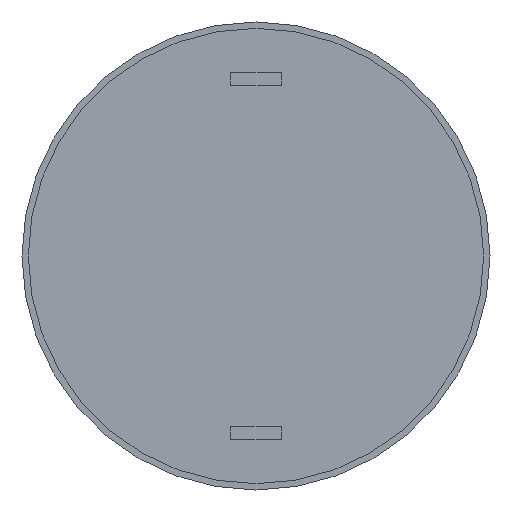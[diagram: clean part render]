
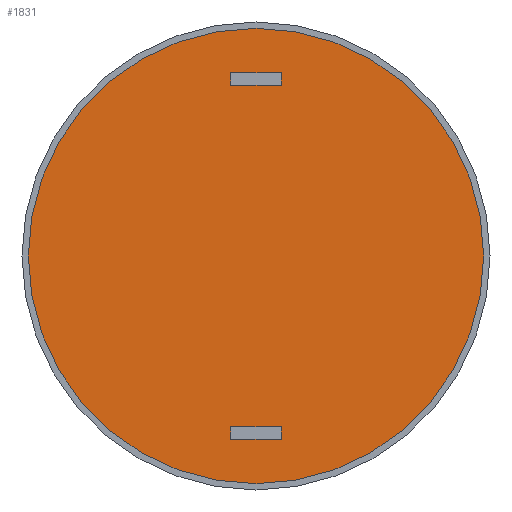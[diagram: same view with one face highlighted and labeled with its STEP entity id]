
A CAD part, left-side view. The second image highlights one B-rep face of the part: STEP entity #1831.
In plain terms, the highlighted planar face has unit normal (-1, 0, 0).
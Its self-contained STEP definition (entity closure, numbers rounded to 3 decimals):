
#51 = CARTESIAN_POINT ( 'NONE',  ( -57., -2., -13.5 ) ) ;
#62 = VERTEX_POINT ( 'NONE', #537 ) ;
#73 = VERTEX_POINT ( 'NONE', #2002 ) ;
#89 = EDGE_CURVE ( 'NONE', #1189, #2021, #653, .T. ) ;
#127 = LINE ( 'NONE', #153, #1031 ) ;
#153 = CARTESIAN_POINT ( 'NONE',  ( -57., 2., 13.5 ) ) ;
#172 = ORIENTED_EDGE ( 'NONE', *, *, #1697, .T. ) ;
#284 = CARTESIAN_POINT ( 'NONE',  ( -57., 0., -18. ) ) ;
#310 = DIRECTION ( 'NONE',  ( 0., 0., -1. ) ) ;
#318 = DIRECTION ( 'NONE',  ( 0., 1., 0. ) ) ;
#339 = DIRECTION ( 'NONE',  ( 0., 1., 0. ) ) ;
#362 = VECTOR ( 'NONE', #318, 1000. ) ;
#385 = CARTESIAN_POINT ( 'NONE',  ( -57., 0., 0. ) ) ;
#396 = VECTOR ( 'NONE', #310, 1000. ) ;
#405 = ORIENTED_EDGE ( 'NONE', *, *, #89, .T. ) ;
#419 = DIRECTION ( 'NONE',  ( 0., 0., 1. ) ) ;
#469 = EDGE_CURVE ( 'NONE', #73, #1439, #127, .T. ) ;
#498 = CARTESIAN_POINT ( 'NONE',  ( -57., -2., 13.5 ) ) ;
#520 = EDGE_CURVE ( 'NONE', #62, #1906, #1791, .T. ) ;
#525 = ORIENTED_EDGE ( 'NONE', *, *, #1827, .F. ) ;
#533 = CARTESIAN_POINT ( 'NONE',  ( -57., -2., -14.5 ) ) ;
#537 = CARTESIAN_POINT ( 'NONE',  ( -57., -2., 13.5 ) ) ;
#574 = CARTESIAN_POINT ( 'NONE',  ( -57., -2., -14.5 ) ) ;
#625 = VERTEX_POINT ( 'NONE', #885 ) ;
#644 = FACE_BOUND ( 'NONE', #1491, .T. ) ;
#652 = ORIENTED_EDGE ( 'NONE', *, *, #726, .F. ) ;
#653 = CIRCLE ( 'NONE', #1498, 18. ) ;
#657 = LINE ( 'NONE', #668, #798 ) ;
#660 = DIRECTION ( 'NONE',  ( 0., 0., -1. ) ) ;
#664 = DIRECTION ( 'NONE',  ( -1., 0., 0. ) ) ;
#668 = CARTESIAN_POINT ( 'NONE',  ( -57., -2., -13.5 ) ) ;
#676 = EDGE_LOOP ( 'NONE', ( #708, #405 ) ) ;
#705 = AXIS2_PLACEMENT_3D ( 'NONE', #940, #664, #1596 ) ;
#708 = ORIENTED_EDGE ( 'NONE', *, *, #1714, .T. ) ;
#717 = VERTEX_POINT ( 'NONE', #1466 ) ;
#723 = CARTESIAN_POINT ( 'NONE',  ( -57., -2., 14.5 ) ) ;
#726 = EDGE_CURVE ( 'NONE', #717, #625, #657, .T. ) ;
#769 = LINE ( 'NONE', #930, #362 ) ;
#775 = ORIENTED_EDGE ( 'NONE', *, *, #1870, .T. ) ;
#781 = CARTESIAN_POINT ( 'NONE',  ( -57., 0., 0. ) ) ;
#782 = EDGE_CURVE ( 'NONE', #625, #996, #1303, .T. ) ;
#798 = VECTOR ( 'NONE', #949, 1000. ) ;
#885 = CARTESIAN_POINT ( 'NONE',  ( -57., 2., -13.5 ) ) ;
#930 = CARTESIAN_POINT ( 'NONE',  ( -57., -2., 14.5 ) ) ;
#940 = CARTESIAN_POINT ( 'NONE',  ( -57., 0., 0. ) ) ;
#942 = VERTEX_POINT ( 'NONE', #533 ) ;
#949 = DIRECTION ( 'NONE',  ( 0., 1., 0. ) ) ;
#953 = CARTESIAN_POINT ( 'NONE',  ( -57., -2., 13.5 ) ) ;
#961 = FACE_BOUND ( 'NONE', #1328, .T. ) ;
#996 = VERTEX_POINT ( 'NONE', #2045 ) ;
#1003 = CIRCLE ( 'NONE', #1111, 18. ) ;
#1008 = VECTOR ( 'NONE', #339, 1000. ) ;
#1017 = CARTESIAN_POINT ( 'NONE',  ( -57., 0., 18. ) ) ;
#1031 = VECTOR ( 'NONE', #1260, 1000. ) ;
#1033 = DIRECTION ( 'NONE',  ( -1., 0., 0. ) ) ;
#1099 = VECTOR ( 'NONE', #1599, 1000. ) ;
#1111 = AXIS2_PLACEMENT_3D ( 'NONE', #781, #1235, #419 ) ;
#1189 = VERTEX_POINT ( 'NONE', #1017 ) ;
#1235 = DIRECTION ( 'NONE',  ( -1., 0., 0. ) ) ;
#1260 = DIRECTION ( 'NONE',  ( 0., 0., 1. ) ) ;
#1303 = LINE ( 'NONE', #1916, #396 ) ;
#1321 = CARTESIAN_POINT ( 'NONE',  ( -57., 2., 14.5 ) ) ;
#1328 = EDGE_LOOP ( 'NONE', ( #1441, #172, #1956, #652 ) ) ;
#1411 = DIRECTION ( 'NONE',  ( 0., 1., 0. ) ) ;
#1435 = EDGE_CURVE ( 'NONE', #717, #942, #1967, .T. ) ;
#1439 = VERTEX_POINT ( 'NONE', #1321 ) ;
#1441 = ORIENTED_EDGE ( 'NONE', *, *, #1435, .T. ) ;
#1466 = CARTESIAN_POINT ( 'NONE',  ( -57., -2., -13.5 ) ) ;
#1490 = ORIENTED_EDGE ( 'NONE', *, *, #469, .T. ) ;
#1491 = EDGE_LOOP ( 'NONE', ( #525, #1786, #775, #1490 ) ) ;
#1498 = AXIS2_PLACEMENT_3D ( 'NONE', #385, #1033, #1842 ) ;
#1596 = DIRECTION ( 'NONE',  ( 0., 0., 1. ) ) ;
#1599 = DIRECTION ( 'NONE',  ( 0., 0., 1. ) ) ;
#1697 = EDGE_CURVE ( 'NONE', #942, #996, #2036, .T. ) ;
#1714 = EDGE_CURVE ( 'NONE', #2021, #1189, #1003, .T. ) ;
#1769 = VECTOR ( 'NONE', #1411, 1000. ) ;
#1786 = ORIENTED_EDGE ( 'NONE', *, *, #520, .F. ) ;
#1791 = LINE ( 'NONE', #953, #1099 ) ;
#1827 = EDGE_CURVE ( 'NONE', #1906, #1439, #769, .T. ) ;
#1831 = ADVANCED_FACE ( 'NONE', ( #961, #1913, #644 ), #1960, .T. ) ;
#1842 = DIRECTION ( 'NONE',  ( 0., 0., 1. ) ) ;
#1870 = EDGE_CURVE ( 'NONE', #62, #73, #2080, .T. ) ;
#1906 = VERTEX_POINT ( 'NONE', #723 ) ;
#1910 = VECTOR ( 'NONE', #660, 1000. ) ;
#1913 = FACE_OUTER_BOUND ( 'NONE', #676, .T. ) ;
#1916 = CARTESIAN_POINT ( 'NONE',  ( -57., 2., -13.5 ) ) ;
#1956 = ORIENTED_EDGE ( 'NONE', *, *, #782, .F. ) ;
#1960 = PLANE ( 'NONE',  #705 ) ;
#1967 = LINE ( 'NONE', #51, #1910 ) ;
#2002 = CARTESIAN_POINT ( 'NONE',  ( -57., 2., 13.5 ) ) ;
#2021 = VERTEX_POINT ( 'NONE', #284 ) ;
#2036 = LINE ( 'NONE', #574, #1769 ) ;
#2045 = CARTESIAN_POINT ( 'NONE',  ( -57., 2., -14.5 ) ) ;
#2080 = LINE ( 'NONE', #498, #1008 ) ;
